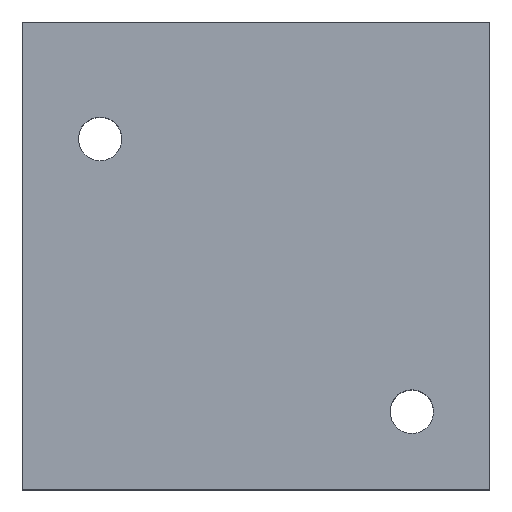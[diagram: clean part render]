
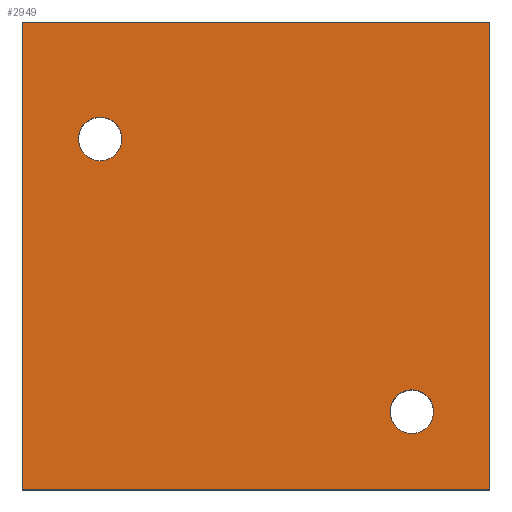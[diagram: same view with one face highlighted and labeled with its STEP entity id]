
A CAD part, top view. The second image highlights one B-rep face of the part: STEP entity #2949.
In plain terms, the highlighted planar face has unit normal (0, 0, 1).
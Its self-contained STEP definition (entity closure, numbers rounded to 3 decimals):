
#4 = ORIENTED_EDGE ( 'NONE', *, *, #261, .T. ) ;
#12 = VERTEX_POINT ( 'NONE', #474 ) ;
#81 = EDGE_CURVE ( 'NONE', #124, #12, #1594, .T. ) ;
#124 = VERTEX_POINT ( 'NONE', #1479 ) ;
#158 = DIRECTION ( 'NONE',  ( 0., 0., 1. ) ) ;
#209 = CARTESIAN_POINT ( 'NONE',  ( 17.205, -15., 15. ) ) ;
#261 = EDGE_CURVE ( 'NONE', #12, #2669, #2621, .T. ) ;
#264 = ORIENTED_EDGE ( 'NONE', *, *, #81, .T. ) ;
#307 = CARTESIAN_POINT ( 'NONE',  ( -22.795, 20., 15. ) ) ;
#362 = FACE_BOUND ( 'NONE', #2006, .T. ) ;
#368 = EDGE_CURVE ( 'NONE', #2669, #2209, #906, .T. ) ;
#371 = CARTESIAN_POINT ( 'NONE',  ( -17.205, 20., 15. ) ) ;
#395 = DIRECTION ( 'NONE',  ( 0., 0., -1. ) ) ;
#408 = CARTESIAN_POINT ( 'NONE',  ( 22.795, -15., 15. ) ) ;
#474 = CARTESIAN_POINT ( 'NONE',  ( 30., -25., 15. ) ) ;
#525 = CARTESIAN_POINT ( 'NONE',  ( -20., 20., 15. ) ) ;
#551 = VECTOR ( 'NONE', #1021, 1000. ) ;
#571 = ORIENTED_EDGE ( 'NONE', *, *, #2929, .F. ) ;
#585 = CIRCLE ( 'NONE', #825, 2.795 ) ;
#648 = EDGE_LOOP ( 'NONE', ( #2142, #890 ) ) ;
#734 = DIRECTION ( 'NONE',  ( 0., 0., 1. ) ) ;
#774 = CARTESIAN_POINT ( 'NONE',  ( 20., -15., 15. ) ) ;
#825 = AXIS2_PLACEMENT_3D ( 'NONE', #774, #734, #2810 ) ;
#846 = CARTESIAN_POINT ( 'NONE',  ( -20., 20., 15. ) ) ;
#890 = ORIENTED_EDGE ( 'NONE', *, *, #1648, .F. ) ;
#906 = LINE ( 'NONE', #2324, #1434 ) ;
#947 = VECTOR ( 'NONE', #1369, 1000. ) ;
#966 = ORIENTED_EDGE ( 'NONE', *, *, #2091, .T. ) ;
#1021 = DIRECTION ( 'NONE',  ( 0., 1., 0. ) ) ;
#1109 = CIRCLE ( 'NONE', #1395, 2.795 ) ;
#1213 = DIRECTION ( 'NONE',  ( 0., 0., 1. ) ) ;
#1280 = CARTESIAN_POINT ( 'NONE',  ( -30., 35., 15. ) ) ;
#1302 = EDGE_CURVE ( 'NONE', #2112, #2518, #2824, .T. ) ;
#1307 = CARTESIAN_POINT ( 'NONE',  ( -30., -25., 15. ) ) ;
#1369 = DIRECTION ( 'NONE',  ( 0., -1., 0. ) ) ;
#1395 = AXIS2_PLACEMENT_3D ( 'NONE', #525, #1213, #1697 ) ;
#1434 = VECTOR ( 'NONE', #2280, 1000. ) ;
#1479 = CARTESIAN_POINT ( 'NONE',  ( -30., -25., 15. ) ) ;
#1480 = FACE_OUTER_BOUND ( 'NONE', #1569, .T. ) ;
#1485 = DIRECTION ( 'NONE',  ( 1., 0., 0. ) ) ;
#1499 = VECTOR ( 'NONE', #2284, 1000. ) ;
#1536 = DIRECTION ( 'NONE',  ( 1., 0., 0. ) ) ;
#1569 = EDGE_LOOP ( 'NONE', ( #966, #264, #4, #2004 ) ) ;
#1594 = LINE ( 'NONE', #1864, #1499 ) ;
#1648 = EDGE_CURVE ( 'NONE', #1823, #2350, #2651, .T. ) ;
#1697 = DIRECTION ( 'NONE',  ( 1., 0., 0. ) ) ;
#1746 = CARTESIAN_POINT ( 'NONE',  ( 20., -15., 15. ) ) ;
#1752 = DIRECTION ( 'NONE',  ( -1., 0., 0. ) ) ;
#1823 = VERTEX_POINT ( 'NONE', #307 ) ;
#1864 = CARTESIAN_POINT ( 'NONE',  ( -30., -25., 15. ) ) ;
#1912 = ORIENTED_EDGE ( 'NONE', *, *, #1302, .F. ) ;
#1933 = PLANE ( 'NONE',  #2308 ) ;
#2004 = ORIENTED_EDGE ( 'NONE', *, *, #368, .T. ) ;
#2006 = EDGE_LOOP ( 'NONE', ( #1912, #571 ) ) ;
#2091 = EDGE_CURVE ( 'NONE', #2209, #124, #2505, .T. ) ;
#2112 = VERTEX_POINT ( 'NONE', #408 ) ;
#2142 = ORIENTED_EDGE ( 'NONE', *, *, #2548, .F. ) ;
#2155 = CARTESIAN_POINT ( 'NONE',  ( 30., -25., 15. ) ) ;
#2209 = VERTEX_POINT ( 'NONE', #2532 ) ;
#2280 = DIRECTION ( 'NONE',  ( -1., 0., 0. ) ) ;
#2284 = DIRECTION ( 'NONE',  ( 1., 0., 0. ) ) ;
#2308 = AXIS2_PLACEMENT_3D ( 'NONE', #1280, #395, #1752 ) ;
#2324 = CARTESIAN_POINT ( 'NONE',  ( -30., 35., 15. ) ) ;
#2350 = VERTEX_POINT ( 'NONE', #371 ) ;
#2505 = LINE ( 'NONE', #1307, #947 ) ;
#2518 = VERTEX_POINT ( 'NONE', #209 ) ;
#2532 = CARTESIAN_POINT ( 'NONE',  ( -30., 35., 15. ) ) ;
#2535 = AXIS2_PLACEMENT_3D ( 'NONE', #1746, #158, #1536 ) ;
#2548 = EDGE_CURVE ( 'NONE', #2350, #1823, #1109, .T. ) ;
#2557 = AXIS2_PLACEMENT_3D ( 'NONE', #846, #2660, #1485 ) ;
#2621 = LINE ( 'NONE', #2155, #551 ) ;
#2651 = CIRCLE ( 'NONE', #2557, 2.795 ) ;
#2660 = DIRECTION ( 'NONE',  ( 0., 0., 1. ) ) ;
#2669 = VERTEX_POINT ( 'NONE', #2924 ) ;
#2810 = DIRECTION ( 'NONE',  ( 1., 0., 0. ) ) ;
#2824 = CIRCLE ( 'NONE', #2535, 2.795 ) ;
#2868 = FACE_BOUND ( 'NONE', #648, .T. ) ;
#2924 = CARTESIAN_POINT ( 'NONE',  ( 30., 35., 15. ) ) ;
#2929 = EDGE_CURVE ( 'NONE', #2518, #2112, #585, .T. ) ;
#2949 = ADVANCED_FACE ( 'NONE', ( #2868, #362, #1480 ), #1933, .F. ) ;
